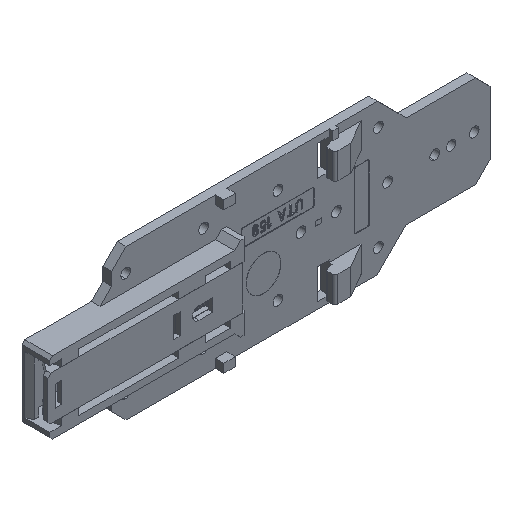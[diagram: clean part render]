
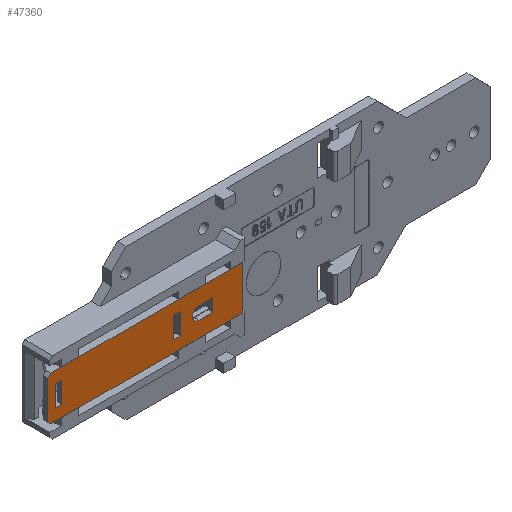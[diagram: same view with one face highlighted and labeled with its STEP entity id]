
A CAD part, isometric view. The second image highlights one B-rep face of the part: STEP entity #47360.
In plain terms, the highlighted planar face has unit normal (0, -1, 0).
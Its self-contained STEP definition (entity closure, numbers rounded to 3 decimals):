
#31710=CARTESIAN_POINT('',(-18.35,1.4,7.6));
#31720=VERTEX_POINT('',#31710);
#31750=CARTESIAN_POINT('',(-43.437,1.4,7.6));
#31760=DIRECTION('',(1.,0.,0.));
#31770=VECTOR('',#31760,1.);
#31780=LINE('',#31750,#31770);
#31790=CARTESIAN_POINT('',(-84.75,1.4,7.6));
#31800=VERTEX_POINT('',#31790);
#31810=EDGE_CURVE('',#31800,#31720,#31780,.T.);
#35630=CARTESIAN_POINT('',(-80.95,1.4,3.6));
#35640=VERTEX_POINT('',#35630);
#35670=CARTESIAN_POINT('',(-80.95,1.4,-11.638));
#35680=DIRECTION('',(0.,0.,1.));
#35690=VECTOR('',#35680,1.);
#35700=LINE('',#35670,#35690);
#35710=CARTESIAN_POINT('',(-80.95,1.4,-3.6));
#35720=VERTEX_POINT('',#35710);
#35730=EDGE_CURVE('',#35720,#35640,#35700,.T.);
#36650=CARTESIAN_POINT('',(-83.25,1.4,3.6));
#36660=VERTEX_POINT('',#36650);
#36740=CARTESIAN_POINT('',(-83.25,1.4,-3.6));
#36750=VERTEX_POINT('',#36740);
#36780=CARTESIAN_POINT('',(-83.25,1.4,-11.638));
#36790=DIRECTION('',(0.,0.,-1.));
#36800=VECTOR('',#36790,1.);
#36810=LINE('',#36780,#36800);
#36820=EDGE_CURVE('',#36660,#36750,#36810,.T.);
#37580=CARTESIAN_POINT('',(-66.437,1.4,-3.6));
#37590=DIRECTION('',(1.,0.,0.));
#37600=VECTOR('',#37590,1.);
#37610=LINE('',#37580,#37600);
#37620=EDGE_CURVE('',#36750,#35720,#37610,.T.);
#39670=CARTESIAN_POINT('',(-85.75,1.4,-11.638));
#39680=DIRECTION('',(0.,0.,-1.));
#39690=VECTOR('',#39680,1.);
#39700=LINE('',#39670,#39690);
#39710=CARTESIAN_POINT('',(-85.75,1.4,6.6));
#39720=VERTEX_POINT('',#39710);
#39730=CARTESIAN_POINT('',(-85.75,1.4,-6.6));
#39740=VERTEX_POINT('',#39730);
#39750=EDGE_CURVE('',#39720,#39740,#39700,.T.);
#40630=CARTESIAN_POINT('',(-28.65,1.4,-11.638));
#40640=DIRECTION('',(0.,-0.,-1.));
#40650=VECTOR('',#40640,1.);
#40660=LINE('',#40630,#40650);
#40670=CARTESIAN_POINT('',(-28.65,1.4,2.2));
#40680=VERTEX_POINT('',#40670);
#40690=CARTESIAN_POINT('',(-28.65,1.4,-2.2));
#40700=VERTEX_POINT('',#40690);
#40710=EDGE_CURVE('',#40680,#40700,#40660,.T.);
#41070=CARTESIAN_POINT('',(-84.437,1.4,7.913));
#41080=DIRECTION('',(-0.707,-0.,-0.707));
#41090=VECTOR('',#41080,1.);
#41100=LINE('',#41070,#41090);
#41110=EDGE_CURVE('',#31800,#39720,#41100,.T.);
#41760=CARTESIAN_POINT('',(-43.437,1.4,2.2));
#41770=DIRECTION('',(1.,0.,0.));
#41780=VECTOR('',#41770,1.);
#41790=LINE('',#41760,#41780);
#41800=CARTESIAN_POINT('',(-33.45,1.4,2.2));
#41810=VERTEX_POINT('',#41800);
#41820=EDGE_CURVE('',#41810,#40680,#41790,.T.);
#42000=CARTESIAN_POINT('',(-33.45,1.4,0.))
;
#42010=DIRECTION('',(0.,-1.,0.));
#42020=DIRECTION('',(-1.,0.,0.));
#42030=AXIS2_PLACEMENT_3D('',#42000,#42010,#42020);
#42040=CIRCLE('',#42030,2.2);
#42050=CARTESIAN_POINT('',(-33.45,1.4,-2.2));
#42060=VERTEX_POINT('',#42050);
#42070=EDGE_CURVE('',#41810,#42060,#42040,.T.);
#42260=CARTESIAN_POINT('',(-80.712,1.4,-11.638));
#42270=DIRECTION('',(0.707,0.,-0.707));
#42280=VECTOR('',#42270,1.);
#42290=LINE('',#42260,#42280);
#42300=CARTESIAN_POINT('',(-84.75,1.4,-7.6));
#42310=VERTEX_POINT('',#42300);
#42320=EDGE_CURVE('',#39740,#42310,#42290,.T.);
#42490=CARTESIAN_POINT('',(-43.437,1.4,-2.2));
#42500=DIRECTION('',(-1.,0.,0.));
#42510=VECTOR('',#42500,1.);
#42520=LINE('',#42490,#42510);
#42530=EDGE_CURVE('',#40700,#42060,#42520,.T.);
#45460=CARTESIAN_POINT('',(-66.437,1.4,3.6));
#45470=DIRECTION('',(-1.,0.,0.));
#45480=VECTOR('',#45470,1.);
#45490=LINE('',#45460,#45480);
#45500=EDGE_CURVE('',#35640,#36660,#45490,.T.);
#45720=CARTESIAN_POINT('',(-18.35,1.4,-7.6));
#45730=VERTEX_POINT('',#45720);
#45760=CARTESIAN_POINT('',(-18.35,1.4,-11.638));
#45770=DIRECTION('',(0.,0.,-1.));
#45780=VECTOR('',#45770,1.);
#45790=LINE('',#45760,#45780);
#45800=EDGE_CURVE('',#31720,#45730,#45790,.T.);
#46130=CARTESIAN_POINT('',(-42.25,1.4,3.6));
#46140=VERTEX_POINT('',#46130);
#46220=CARTESIAN_POINT('',(-42.25,1.4,-3.6));
#46230=VERTEX_POINT('',#46220);
#46260=CARTESIAN_POINT('',(-42.25,1.4,-11.638));
#46270=DIRECTION('',(0.,0.,-1.));
#46280=VECTOR('',#46270,1.);
#46290=LINE('',#46260,#46280);
#46300=EDGE_CURVE('',#46140,#46230,#46290,.T.);
#46460=CARTESIAN_POINT('',(-39.95,1.4,-3.6));
#46470=VERTEX_POINT('',#46460);
#46500=CARTESIAN_POINT('',(-43.437,1.4,-3.6));
#46510=DIRECTION('',(1.,0.,0.));
#46520=VECTOR('',#46510,1.);
#46530=LINE('',#46500,#46520);
#46540=EDGE_CURVE('',#46230,#46470,#46530,.T.);
#46650=CARTESIAN_POINT('',(-43.437,1.4,3.6));
#46660=DIRECTION('',(-1.,-0.,0.));
#46670=VECTOR('',#46660,1.);
#46680=LINE('',#46650,#46670);
#46690=CARTESIAN_POINT('',(-39.95,1.4,3.6));
#46700=VERTEX_POINT('',#46690);
#46710=EDGE_CURVE('',#46700,#46140,#46680,.T.);
#46890=CARTESIAN_POINT('',(-39.95,1.4,-11.638));
#46900=DIRECTION('',(0.,0.,1.));
#46910=VECTOR('',#46900,1.);
#46920=LINE('',#46890,#46910);
#46930=EDGE_CURVE('',#46470,#46700,#46920,.T.);
#47000=CARTESIAN_POINT('',(-41.832,1.4,-6.205));
#47010=DIRECTION('',(0.,-1.,0.));
#47020=DIRECTION('',(1.,0.,0.));
#47030=AXIS2_PLACEMENT_3D('',#47000,#47010,#47020);
#47040=PLANE('',#47030);
#47050=ORIENTED_EDGE('',*,*,#40710,.T.);
#47060=ORIENTED_EDGE('',*,*,#41820,.T.);
#47070=ORIENTED_EDGE('',*,*,#42070,.F.);
#47080=ORIENTED_EDGE('',*,*,#42530,.T.);
#47090=EDGE_LOOP('',(#47080,#47070,#47060,#47050));
#47100=FACE_BOUND('',#47090,.T.);
#47110=ORIENTED_EDGE('',*,*,#46930,.F.);
#47120=ORIENTED_EDGE('',*,*,#46710,.F.);
#47130=ORIENTED_EDGE('',*,*,#46300,.F.);
#47140=ORIENTED_EDGE('',*,*,#46540,.F.);
#47150=EDGE_LOOP('',(#47140,#47130,#47120,#47110));
#47160=FACE_BOUND('',#47150,.T.);
#47170=ORIENTED_EDGE('',*,*,#35730,.F.);
#47180=ORIENTED_EDGE('',*,*,#45500,.F.);
#47190=ORIENTED_EDGE('',*,*,#36820,.F.);
#47200=ORIENTED_EDGE('',*,*,#37620,.F.);
#47210=EDGE_LOOP('',(#47200,#47190,#47180,#47170));
#47220=FACE_BOUND('',#47210,.T.);
#47230=CARTESIAN_POINT('',(-43.437,1.4,-7.6));
#47240=DIRECTION('',(1.,0.,0.));
#47250=VECTOR('',#47240,1.);
#47260=LINE('',#47230,#47250);
#47270=EDGE_CURVE('',#42310,#45730,#47260,.T.);
#47280=ORIENTED_EDGE('',*,*,#47270,.T.);
#47290=ORIENTED_EDGE('',*,*,#42320,.T.);
#47300=ORIENTED_EDGE('',*,*,#39750,.T.);
#47310=ORIENTED_EDGE('',*,*,#41110,.T.);
#47320=ORIENTED_EDGE('',*,*,#31810,.F.);
#47330=ORIENTED_EDGE('',*,*,#45800,.F.);
#47340=EDGE_LOOP('',(#47330,#47320,#47310,#47300,#47290,#47280));
#47350=FACE_OUTER_BOUND('',#47340,.T.);
#47360=ADVANCED_FACE('',(#47100,#47160,#47220,#47350),#47040,.T.);
